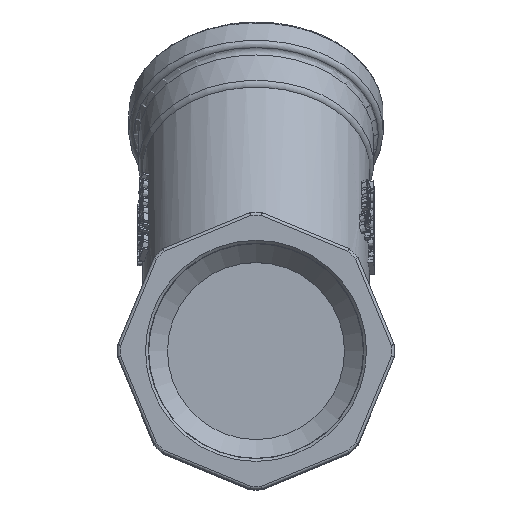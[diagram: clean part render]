
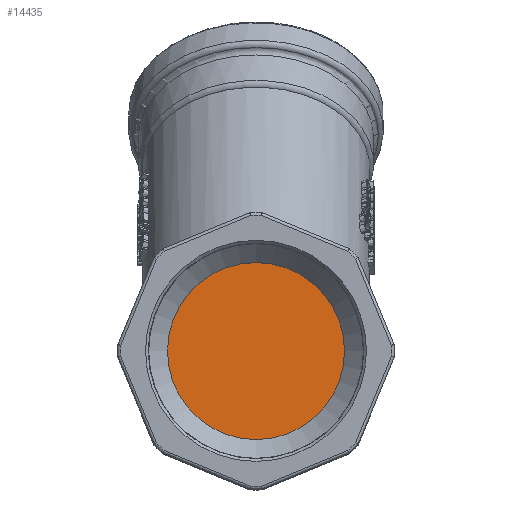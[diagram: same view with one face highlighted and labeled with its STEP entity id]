
A CAD part, top view. The second image highlights one B-rep face of the part: STEP entity #14435.
In plain terms, the highlighted planar face has unit normal (0, 0, 1).
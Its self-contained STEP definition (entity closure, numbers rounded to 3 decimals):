
#3303=PLANE('',#15177);
#4076=FACE_OUTER_BOUND('',#4939,.T.);
#4939=EDGE_LOOP('',(#12422));
#5332=CIRCLE('',#15175,16.);
#6647=VERTEX_POINT('',#33820);
#8604=EDGE_CURVE('',#6647,#6647,#5332,.T.);
#12422=ORIENTED_EDGE('',*,*,#8604,.T.);
#14435=ADVANCED_FACE('',(#4076),#3303,.T.);
#15175=AXIS2_PLACEMENT_3D('',#33821,#17385,#17386);
#15177=AXIS2_PLACEMENT_3D('',#33823,#17389,#17390);
#17385=DIRECTION('center_axis',(0.,0.,1.));
#17386=DIRECTION('ref_axis',(1.,0.,0.));
#17389=DIRECTION('center_axis',(0.,0.,1.));
#17390=DIRECTION('ref_axis',(1.,0.,0.));
#33820=CARTESIAN_POINT('',(16.,0.,18.5));
#33821=CARTESIAN_POINT('Origin',(0.,0.,18.5));
#33823=CARTESIAN_POINT('Origin',(0.,0.,18.5));
